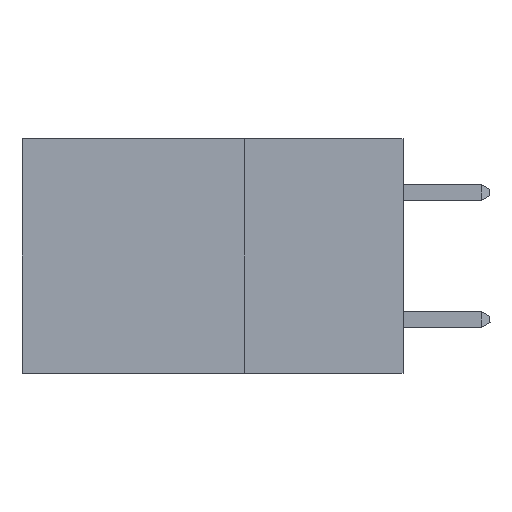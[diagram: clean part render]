
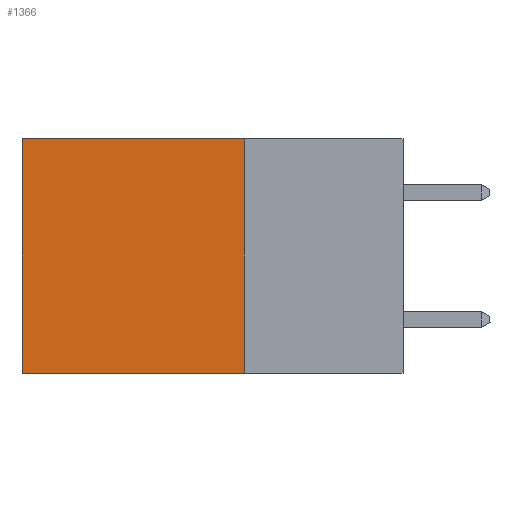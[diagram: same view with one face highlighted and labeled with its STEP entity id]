
A CAD part, left-side view. The second image highlights one B-rep face of the part: STEP entity #1366.
In plain terms, the highlighted planar face has unit normal (-1, 0, 0).
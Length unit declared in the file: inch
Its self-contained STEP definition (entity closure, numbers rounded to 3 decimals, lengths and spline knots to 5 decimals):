
#699 = FACE_OUTER_BOUND ( 'NONE', #18735, .T. ) ;
#1215 = ORIENTED_EDGE ( 'NONE', *, *, #22094, .F. ) ;
#1346 = CARTESIAN_POINT ( 'NONE',  ( 0.2875, 0.6, 0. ) ) ;
#1366 = ADVANCED_FACE ( 'NONE', ( #699 ), #2905, .F. ) ;
#1509 = ORIENTED_EDGE ( 'NONE', *, *, #5975, .T. ) ;
#1703 = CARTESIAN_POINT ( 'NONE',  ( 0.2875, 0.6, 0. ) ) ;
#1733 = LINE ( 'NONE', #5133, #2796 ) ;
#2181 = EDGE_CURVE ( 'NONE', #14521, #10785, #1733, .T. ) ;
#2614 = ORIENTED_EDGE ( 'NONE', *, *, #9944, .F. ) ;
#2796 = VECTOR ( 'NONE', #8878, 39.37008 ) ;
#2905 = PLANE ( 'NONE',  #11136 ) ;
#3529 = DIRECTION ( 'NONE',  ( 0., 0., -1. ) ) ;
#3864 = VERTEX_POINT ( 'NONE', #10221 ) ;
#5133 = CARTESIAN_POINT ( 'NONE',  ( 0.2875, 0.25, 0. ) ) ;
#5149 = CARTESIAN_POINT ( 'NONE',  ( 0.2875, 0.25, -0.37 ) ) ;
#5975 = EDGE_CURVE ( 'NONE', #10785, #14605, #12210, .T. ) ;
#6475 = LINE ( 'NONE', #5149, #15991 ) ;
#7293 = VECTOR ( 'NONE', #20986, 39.37008 ) ;
#7660 = VECTOR ( 'NONE', #3529, 39.37008 ) ;
#7790 = CARTESIAN_POINT ( 'NONE',  ( 0.2875, 0.25, 0. ) ) ;
#8198 = ORIENTED_EDGE ( 'NONE', *, *, #2181, .T. ) ;
#8334 = CARTESIAN_POINT ( 'NONE',  ( 0.2875, 0.25, 0. ) ) ;
#8878 = DIRECTION ( 'NONE',  ( 0., 1., 0. ) ) ;
#9535 = LINE ( 'NONE', #13971, #7660 ) ;
#9914 = DIRECTION ( 'NONE',  ( 1., 0., 0. ) ) ;
#9944 = EDGE_CURVE ( 'NONE', #14521, #3864, #9535, .T. ) ;
#10221 = CARTESIAN_POINT ( 'NONE',  ( 0.2875, 0.25, -0.37 ) ) ;
#10785 = VERTEX_POINT ( 'NONE', #1346 ) ;
#11136 = AXIS2_PLACEMENT_3D ( 'NONE', #7790, #9914, #15457 ) ;
#12210 = LINE ( 'NONE', #1703, #7293 ) ;
#13971 = CARTESIAN_POINT ( 'NONE',  ( 0.2875, 0.25, 0. ) ) ;
#14521 = VERTEX_POINT ( 'NONE', #8334 ) ;
#14605 = VERTEX_POINT ( 'NONE', #18356 ) ;
#15457 = DIRECTION ( 'NONE',  ( 0., 0., -1. ) ) ;
#15991 = VECTOR ( 'NONE', #17263, 39.37008 ) ;
#17263 = DIRECTION ( 'NONE',  ( 0., 1., 0. ) ) ;
#18356 = CARTESIAN_POINT ( 'NONE',  ( 0.2875, 0.6, -0.37 ) ) ;
#18735 = EDGE_LOOP ( 'NONE', ( #1509, #1215, #2614, #8198 ) ) ;
#20986 = DIRECTION ( 'NONE',  ( 0., 0., -1. ) ) ;
#22094 = EDGE_CURVE ( 'NONE', #3864, #14605, #6475, .T. ) ;
